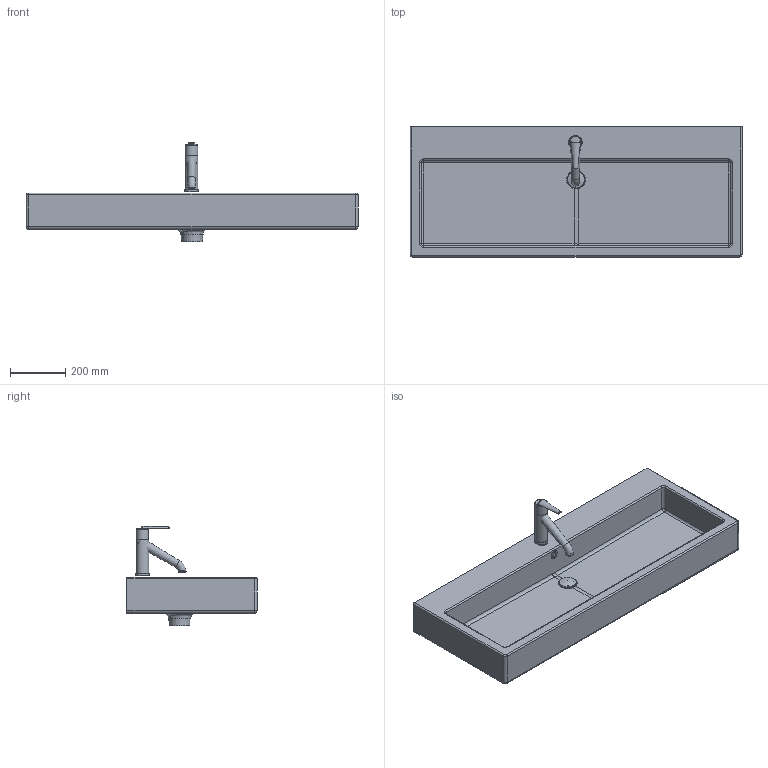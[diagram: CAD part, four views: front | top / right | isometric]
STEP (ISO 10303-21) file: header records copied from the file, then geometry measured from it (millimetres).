
FILE_DESCRIPTION((''),'2;1');
FILE_NAME('045412_1.stp','2010-08-10T13:24:37',('Andreas'),(''),'Autodesk Inventor 2009','Autodesk Inventor 2009','');
FILE_SCHEMA(('AUTOMOTIVE_DESIGN { 1 0 10303 214 1 1 1 1 }'));
Length unit declared in the file: millimetre
Products named in the file (9): 045412_1; 045412_1d; Stopfen; Kelch; Hebel150vorlage; hebel1; Hebel1_150neu; Neoperl; Griff
Assembly tree (8 placements, depth 3):
  045412_1
    045412_1d
    Stopfen
    Kelch
    Hebel150vorlage
      hebel1
      Hebel1_150neu
      Neoperl
      Griff
Bounding box: 1200 x 470 x 359.31 mm (x, y, z)
Volume: 24537625.8 mm3; surface area: 2095234.3 mm2
Topology: 7 solids, 7 shells, 153 faces, 355 edges, 218 vertices
Faces by surface type: cylinder 55, plane 47, bspline 25, torus 19, cone 5, sphere 2
Full cylindrical faces by diameter (mm): 16 x1, 20 x1, 25 x5, 35 x2, 42 x1, 44 x1, 45 x1, 46 x1, 50 x1, 52 x1, 60 x1
Entity records: 8213 total; most frequent: CARTESIAN_POINT 4675, DIRECTION 713, ORIENTED_EDGE 634, EDGE_CURVE 317, AXIS2_PLACEMENT_3D 299, VERTEX_POINT 213, EDGE_LOOP 204, FACE_OUTER_BOUND 153
